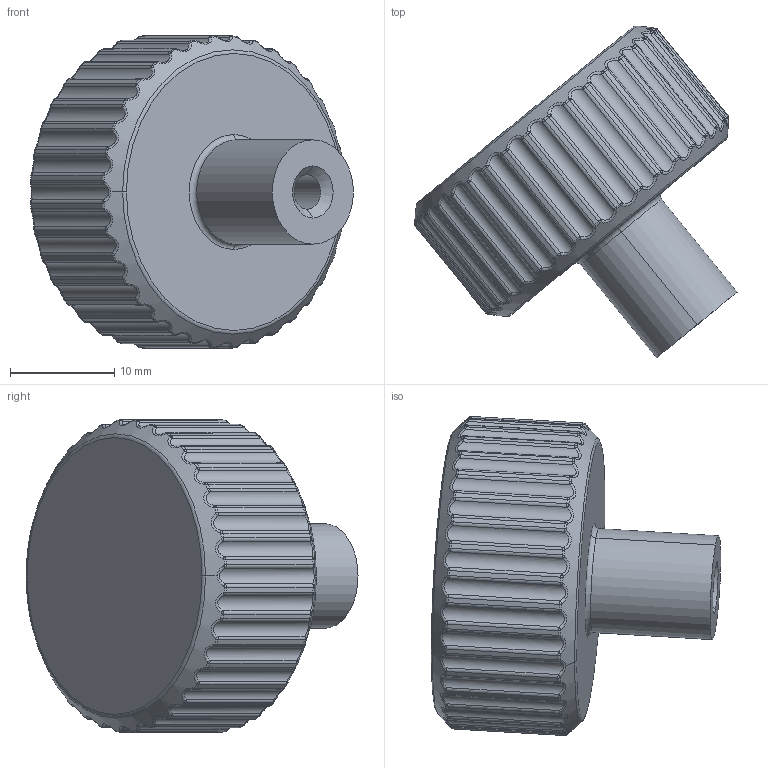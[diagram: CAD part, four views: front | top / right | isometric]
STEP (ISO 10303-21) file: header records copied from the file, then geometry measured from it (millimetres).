
FILE_DESCRIPTION(('Creo Elements/Direct Modeling STEP Export'),'2;1');
FILE_NAME('2595-30.stp','2022-08-18T 8:58:51',(''),(''),'Creo Elements/Direct Modeling STEP processor for AP214 (Solid Model)','Creo Elements/Direct Modeling 20.0 12-Nov-2016 (C) Parametric Technology GmbH','');
FILE_SCHEMA(('AUTOMOTIVE_DESIGN { 1 0 10303 214 1 1 1 1 }'));
Products named in the file (1): AL-11762
Bounding box: 30.92 x 31.81 x 29.92 mm (x, y, z)
Volume: 10259 mm3; surface area: 3142.2 mm2
Topology: 1 solids, 1 shells, 456 faces, 1063 edges, 610 vertices
Faces by surface type: bspline 288, cylinder 78, torus 78, cone 8, plane 4
Entity records: 76150 total; most frequent: CARTESIAN_POINT 68852, ORIENTED_EDGE 2122, EDGE_CURVE 1061, B_SPLINE_CURVE_WITH_KNOTS 720, VERTEX_POINT 610, DIRECTION 606, EDGE_LOOP 459, FACE_OUTER_BOUND 456
